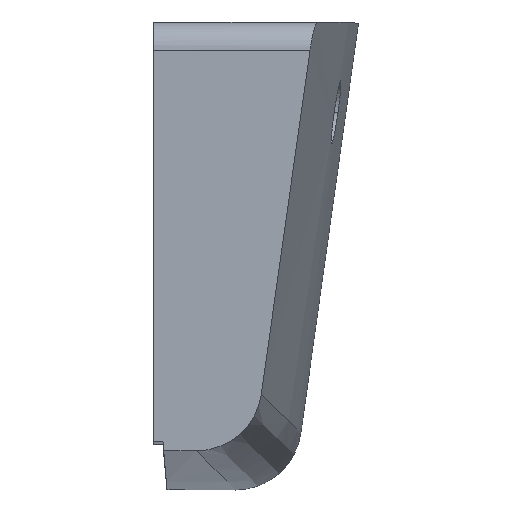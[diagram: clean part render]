
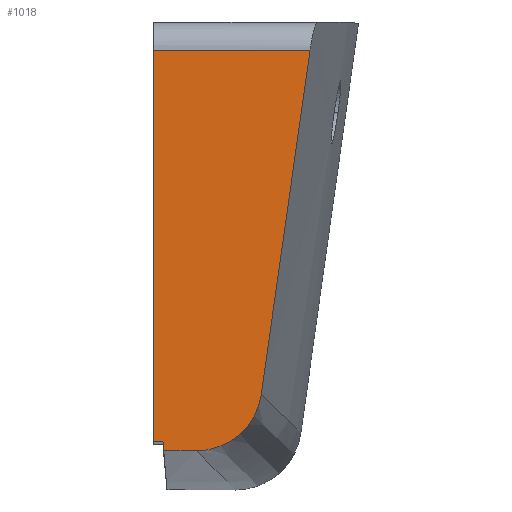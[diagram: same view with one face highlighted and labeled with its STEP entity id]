
A CAD part, top view. The second image highlights one B-rep face of the part: STEP entity #1018.
In plain terms, the highlighted planar face has unit normal (0, 0, 1).
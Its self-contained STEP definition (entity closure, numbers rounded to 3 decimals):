
#22 = CARTESIAN_POINT ( 'NONE',  ( 105.5, -65.471, 75. ) ) ;
#95 = CARTESIAN_POINT ( 'NONE',  ( 110.864, -50.933, 75. ) ) ;
#106 = ORIENTED_EDGE ( 'NONE', *, *, #1480, .F. ) ;
#108 = VERTEX_POINT ( 'NONE', #199 ) ;
#169 = VECTOR ( 'NONE', #1167, 1000. ) ;
#170 = VERTEX_POINT ( 'NONE', #752 ) ;
#199 = CARTESIAN_POINT ( 'NONE',  ( 105.5, -50., 75. ) ) ;
#226 = CARTESIAN_POINT ( 'NONE',  ( 113.944, -49.787, 75. ) ) ;
#273 = CARTESIAN_POINT ( 'NONE',  ( 116.918, -44.999, 75. ) ) ;
#290 = EDGE_CURVE ( 'NONE', #108, #785, #1741, .T. ) ;
#291 = CARTESIAN_POINT ( 'NONE',  ( 277.7, -8.5, 75. ) ) ;
#316 = CARTESIAN_POINT ( 'NONE',  ( 277.7, -65.471, 75. ) ) ;
#322 = CARTESIAN_POINT ( 'NONE',  ( 128.002, -50., 75. ) ) ;
#332 = EDGE_CURVE ( 'NONE', #336, #645, #1602, .T. ) ;
#336 = VERTEX_POINT ( 'NONE', #1034 ) ;
#440 = LINE ( 'NONE', #22, #1195 ) ;
#448 = CARTESIAN_POINT ( 'NONE',  ( 119.414, -27.384, 75. ) ) ;
#449 = PLANE ( 'NONE',  #877 ) ;
#460 = CARTESIAN_POINT ( 'NONE',  ( 117.75, -39.127, 75. ) ) ;
#513 = CARTESIAN_POINT ( 'NONE',  ( 111.678, -50.787, 75. ) ) ;
#542 = VECTOR ( 'NONE', #1171, 1000. ) ;
#584 = DIRECTION ( 'NONE',  ( 0., 0., 1. ) ) ;
#596 = DIRECTION ( 'NONE',  ( 0., 1., 0. ) ) ;
#620 = CARTESIAN_POINT ( 'NONE',  ( 118.582, -33.256, 75. ) ) ;
#632 = DIRECTION ( 'NONE',  ( 1., 0., 0. ) ) ;
#634 = CARTESIAN_POINT ( 'NONE',  ( 114.75, -49.138, 75. ) ) ;
#638 = VECTOR ( 'NONE', #1582, 1000. ) ;
#645 = VERTEX_POINT ( 'NONE', #273 ) ;
#655 = CARTESIAN_POINT ( 'NONE',  ( 115.19, -48.695, 75. ) ) ;
#661 = ORIENTED_EDGE ( 'NONE', *, *, #989, .F. ) ;
#666 = CARTESIAN_POINT ( 'NONE',  ( 115.714, -48.057, 75. ) ) ;
#752 = CARTESIAN_POINT ( 'NONE',  ( 106.579, -50.971, 75. ) ) ;
#785 = VERTEX_POINT ( 'NONE', #1746 ) ;
#803 = CARTESIAN_POINT ( 'NONE',  ( 112.852, -50.38, 75. ) ) ;
#807 = VECTOR ( 'NONE', #632, 1000. ) ;
#811 = CARTESIAN_POINT ( 'NONE',  ( 116.86, -45.413, 75. ) ) ;
#812 = ORIENTED_EDGE ( 'NONE', *, *, #332, .F. ) ;
#870 = CARTESIAN_POINT ( 'NONE',  ( 116.918, -44.999, 75. ) ) ;
#872 = B_SPLINE_CURVE_WITH_KNOTS ( 'NONE', 3,
 ( #870, #811, #1798, #1387, #1522, #945, #666, #1084, #655, #913, #634, #1094, #226, #1205, #1649, #803, #1779, #1640, #513, #95, #957, #1234 ),
 .UNSPECIFIED., .F., .F.,
 ( 4, 2, 2, 2, 2, 2, 2, 2, 2, 2, 4 ),
 ( 0., 0.001, 0.002, 0.004, 0.004, 0.005, 0.006, 0.007, 0.007, 0.009, 0.01 ),
 .UNSPECIFIED. ) ;
#877 = AXIS2_PLACEMENT_3D ( 'NONE', #316, #584, #893 ) ;
#884 = CARTESIAN_POINT ( 'NONE',  ( 110.028, -50.971, 75. ) ) ;
#893 = DIRECTION ( 'NONE',  ( 0., -1., 0. ) ) ;
#913 = CARTESIAN_POINT ( 'NONE',  ( 114.902, -48.994, 75. ) ) ;
#918 = CARTESIAN_POINT ( 'NONE',  ( 120.306, -21.089, 75. ) ) ;
#935 = ORIENTED_EDGE ( 'NONE', *, *, #290, .T. ) ;
#945 = CARTESIAN_POINT ( 'NONE',  ( 115.944, -47.714, 75. ) ) ;
#955 = LINE ( 'NONE', #1510, #807 ) ;
#957 = CARTESIAN_POINT ( 'NONE',  ( 110.446, -50.971, 75. ) ) ;
#958 = VERTEX_POINT ( 'NONE', #884 ) ;
#989 = EDGE_CURVE ( 'NONE', #170, #785, #1009, .T. ) ;
#1009 = LINE ( 'NONE', #1316, #638 ) ;
#1018 = ADVANCED_FACE ( 'NONE', ( #1305 ), #449, .T. ) ;
#1034 = CARTESIAN_POINT ( 'NONE',  ( 122.089, -8.5, 75. ) ) ;
#1084 = CARTESIAN_POINT ( 'NONE',  ( 115.327, -48.539, 75. ) ) ;
#1094 = CARTESIAN_POINT ( 'NONE',  ( 114.279, -49.546, 75. ) ) ;
#1167 = DIRECTION ( 'NONE',  ( -1., 0., 0. ) ) ;
#1171 = DIRECTION ( 'NONE',  ( 1., 0., 0. ) ) ;
#1195 = VECTOR ( 'NONE', #596, 1000. ) ;
#1205 = CARTESIAN_POINT ( 'NONE',  ( 113.411, -50.103, 75. ) ) ;
#1234 = CARTESIAN_POINT ( 'NONE',  ( 110.028, -50.971, 75. ) ) ;
#1305 = FACE_OUTER_BOUND ( 'NONE', #1400, .T. ) ;
#1316 = CARTESIAN_POINT ( 'NONE',  ( 104.819, -30.86, 75. ) ) ;
#1332 = CARTESIAN_POINT ( 'NONE',  ( 122.089, -8.5, 75. ) ) ;
#1348 = VERTEX_POINT ( 'NONE', #1835 ) ;
#1352 = CARTESIAN_POINT ( 'NONE',  ( 121.197, -14.795, 75. ) ) ;
#1387 = CARTESIAN_POINT ( 'NONE',  ( 116.507, -46.598, 75. ) ) ;
#1400 = EDGE_LOOP ( 'NONE', ( #812, #1827, #1525, #935, #661, #1650, #106 ) ) ;
#1416 = EDGE_CURVE ( 'NONE', #336, #1348, #1771, .T. ) ;
#1480 = EDGE_CURVE ( 'NONE', #645, #958, #872, .T. ) ;
#1510 = CARTESIAN_POINT ( 'NONE',  ( 618.387, -50.971, 75. ) ) ;
#1522 = CARTESIAN_POINT ( 'NONE',  ( 116.342, -46.981, 75. ) ) ;
#1525 = ORIENTED_EDGE ( 'NONE', *, *, #1653, .F. ) ;
#1573 = EDGE_CURVE ( 'NONE', #170, #958, #955, .T. ) ;
#1582 = DIRECTION ( 'NONE',  ( -0.087, 0.996, 0. ) ) ;
#1602 = B_SPLINE_CURVE_WITH_KNOTS ( 'NONE', 3,
 ( #1332, #1352, #918, #448, #620, #460, #1768 ),
 .UNSPECIFIED., .F., .F.,
 ( 4, 3, 4 ),
 ( 0.003, 0.022, 0.04 ),
 .UNSPECIFIED. ) ;
#1640 = CARTESIAN_POINT ( 'NONE',  ( 112.076, -50.678, 75. ) ) ;
#1649 = CARTESIAN_POINT ( 'NONE',  ( 113.228, -50.201, 75. ) ) ;
#1650 = ORIENTED_EDGE ( 'NONE', *, *, #1573, .T. ) ;
#1653 = EDGE_CURVE ( 'NONE', #108, #1348, #440, .T. ) ;
#1741 = LINE ( 'NONE', #322, #542 ) ;
#1746 = CARTESIAN_POINT ( 'NONE',  ( 106.494, -50., 75. ) ) ;
#1768 = CARTESIAN_POINT ( 'NONE',  ( 116.918, -44.999, 75. ) ) ;
#1771 = LINE ( 'NONE', #291, #169 ) ;
#1779 = CARTESIAN_POINT ( 'NONE',  ( 112.659, -50.462, 75. ) ) ;
#1798 = CARTESIAN_POINT ( 'NONE',  ( 116.765, -45.815, 75. ) ) ;
#1827 = ORIENTED_EDGE ( 'NONE', *, *, #1416, .T. ) ;
#1835 = CARTESIAN_POINT ( 'NONE',  ( 105.5, -8.5, 75. ) ) ;
